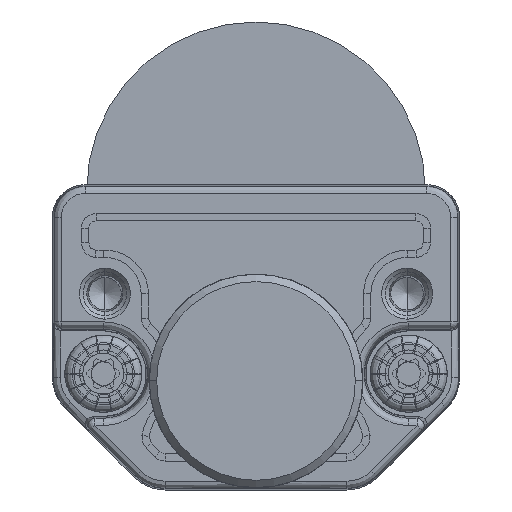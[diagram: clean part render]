
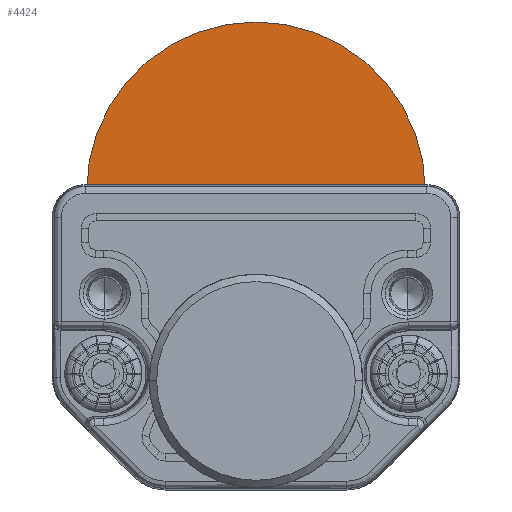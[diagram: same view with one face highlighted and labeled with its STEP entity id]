
A CAD part, left-side view. The second image highlights one B-rep face of the part: STEP entity #4424.
In plain terms, the highlighted face is planar.
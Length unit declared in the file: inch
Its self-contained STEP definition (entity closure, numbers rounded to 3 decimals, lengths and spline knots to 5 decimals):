
#4308=DIRECTION('',(1.,0.,0.));
#4309=VECTOR('',#4308,23.3);
#4310=CARTESIAN_POINT('',(-11.65,0.,567.5));
#4311=LINE('',#4310,#4309);
#4312=DIRECTION('',(0.,-1.,0.));
#4313=VECTOR('',#4312,1.5);
#4314=CARTESIAN_POINT('',(-11.65,1.5,567.5));
#4315=LINE('',#4314,#4313);
#4316=CARTESIAN_POINT('',(0.,1.5,567.5));
#4317=DIRECTION('',(0.,0.,1.));
#4318=DIRECTION('',(1.,0.,0.));
#4319=AXIS2_PLACEMENT_3D('',#4316,#4317,#4318);
#4321=DIRECTION('',(0.,1.,0.));
#4322=VECTOR('',#4321,1.5);
#4323=CARTESIAN_POINT('',(11.65,0.,567.5));
#4324=LINE('',#4323,#4322);
#4333=CARTESIAN_POINT('',(-11.65,0.,567.5));
#4334=CARTESIAN_POINT('',(11.65,0.,567.5));
#4335=VERTEX_POINT('',#4333);
#4336=VERTEX_POINT('',#4334);
#4337=CARTESIAN_POINT('',(11.65,1.5,567.5));
#4338=VERTEX_POINT('',#4337);
#4339=CARTESIAN_POINT('',(-11.65,1.5,567.5));
#4340=VERTEX_POINT('',#4339);
#4413=CARTESIAN_POINT('',(0.,0.,567.5));
#4414=DIRECTION('',(0.,0.,1.));
#4415=DIRECTION('',(1.,0.,0.));
#4416=AXIS2_PLACEMENT_3D('',#4413,#4414,#4415);
#4417=PLANE('',#4416);
#4418=ORIENTED_EDGE('',*,*,#4365,.F.);
#4419=ORIENTED_EDGE('',*,*,#4380,.F.);
#4420=ORIENTED_EDGE('',*,*,#4394,.F.);
#4421=ORIENTED_EDGE('',*,*,#4407,.F.);
#4422=EDGE_LOOP('',(#4418,#4419,#4420,#4421));
#4423=FACE_OUTER_BOUND('',#4422,.F.);
#4424=ADVANCED_FACE('',(#4423),#4417,.T.);
#4320=CIRCLE('',#4319,11.65);
#4365=EDGE_CURVE('',#4335,#4336,#4311,.T.);
#4380=EDGE_CURVE('',#4340,#4335,#4315,.T.);
#4394=EDGE_CURVE('',#4338,#4340,#4320,.T.);
#4407=EDGE_CURVE('',#4336,#4338,#4324,.T.);
